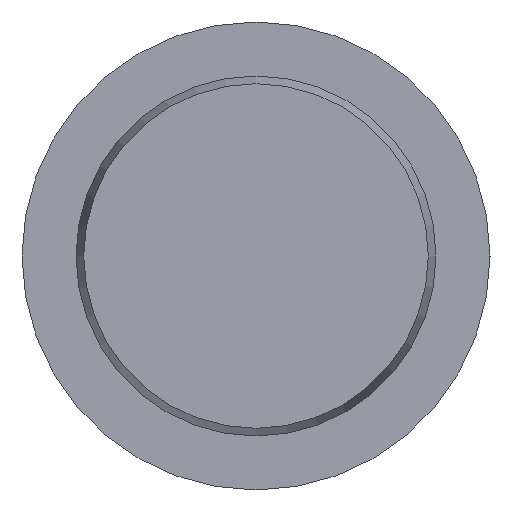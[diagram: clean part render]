
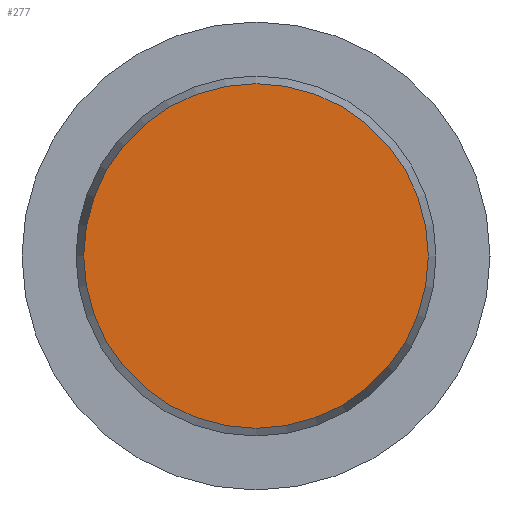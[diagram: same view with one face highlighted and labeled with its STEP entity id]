
A CAD part, left-side view. The second image highlights one B-rep face of the part: STEP entity #277.
In plain terms, the highlighted planar face has unit normal (-1, 0, 0).
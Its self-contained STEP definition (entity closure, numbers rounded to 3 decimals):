
#22=PLANE('',#316);
#40=FACE_OUTER_BOUND('',#57,.T.);
#57=EDGE_LOOP('',(#210));
#101=CIRCLE('',#315,2.393);
#131=VERTEX_POINT('',#477);
#164=EDGE_CURVE('',#131,#131,#101,.T.);
#210=ORIENTED_EDGE('',*,*,#164,.F.);
#277=ADVANCED_FACE('',(#40),#22,.T.);
#315=AXIS2_PLACEMENT_3D('',#479,#378,#379);
#316=AXIS2_PLACEMENT_3D('',#480,#380,#381);
#378=DIRECTION('center_axis',(1.,0.,0.));
#379=DIRECTION('ref_axis',(0.,-1.,0.));
#380=DIRECTION('center_axis',(-1.,0.,0.));
#381=DIRECTION('ref_axis',(0.,0.,1.));
#477=CARTESIAN_POINT('',(-44.3,2.393,0.));
#479=CARTESIAN_POINT('Origin',(-44.3,0.,0.));
#480=CARTESIAN_POINT('Origin',(-44.3,2.5,0.));
